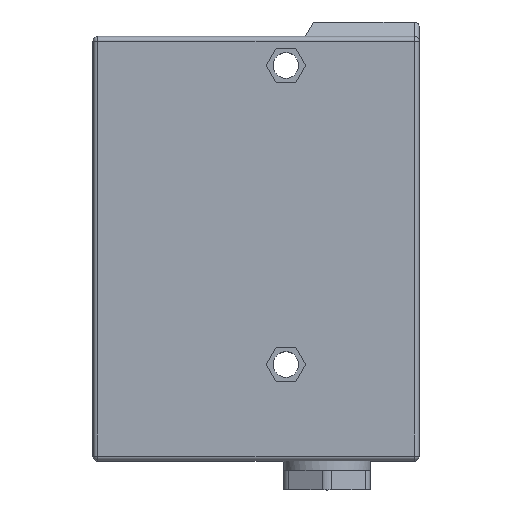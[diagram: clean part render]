
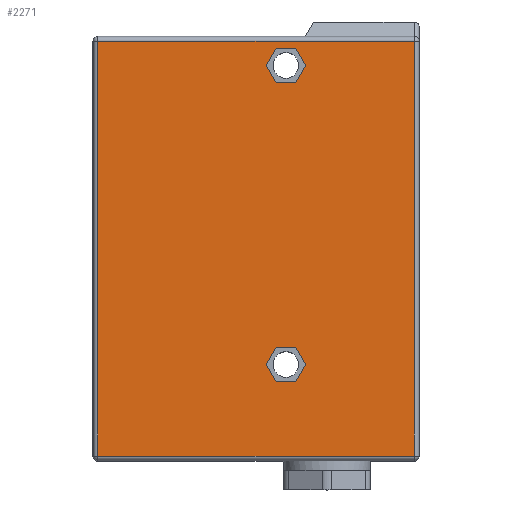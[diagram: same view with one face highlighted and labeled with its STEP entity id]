
A CAD part, top view. The second image highlights one B-rep face of the part: STEP entity #2271.
In plain terms, the highlighted planar face has unit normal (0, 0, 1).
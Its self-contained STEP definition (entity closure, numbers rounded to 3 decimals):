
#311=DIRECTION('',(-1.,0.,0.));
#312=VECTOR('',#311,4.1);
#313=CARTESIAN_POINT('',(-25.55,-2.449,13.4));
#314=LINE('',#313,#312);
#318=DIRECTION('',(-0.5,-0.866,0.));
#319=VECTOR('',#318,4.1);
#320=CARTESIAN_POINT('',(-29.65,-2.449,13.4));
#321=LINE('',#320,#319);
#325=DIRECTION('',(0.5,-0.866,0.));
#326=VECTOR('',#325,4.1);
#327=CARTESIAN_POINT('',(-31.7,-6.,13.4));
#328=LINE('',#327,#326);
#332=DIRECTION('',(1.,0.,0.));
#333=VECTOR('',#332,4.1);
#334=CARTESIAN_POINT('',(-29.65,-9.551,13.4));
#335=LINE('',#334,#333);
#339=DIRECTION('',(0.5,0.866,0.));
#340=VECTOR('',#339,4.1);
#341=CARTESIAN_POINT('',(-25.55,-9.551,13.4));
#342=LINE('',#341,#340);
#346=DIRECTION('',(-0.5,0.866,0.));
#347=VECTOR('',#346,4.1);
#348=CARTESIAN_POINT('',(-23.5,-6.,13.4));
#349=LINE('',#348,#347);
#353=DIRECTION('',(-1.,0.,0.));
#354=VECTOR('',#353,4.1);
#355=CARTESIAN_POINT('',(-25.55,-64.449,13.4));
#356=LINE('',#355,#354);
#360=DIRECTION('',(-0.5,-0.866,0.));
#361=VECTOR('',#360,4.1);
#362=CARTESIAN_POINT('',(-29.65,-64.449,13.4));
#363=LINE('',#362,#361);
#367=DIRECTION('',(0.5,-0.866,0.));
#368=VECTOR('',#367,4.1);
#369=CARTESIAN_POINT('',(-31.7,-68.,13.4));
#370=LINE('',#369,#368);
#374=DIRECTION('',(1.,0.,0.));
#375=VECTOR('',#374,4.1);
#376=CARTESIAN_POINT('',(-29.65,-71.551,13.4));
#377=LINE('',#376,#375);
#381=DIRECTION('',(0.5,0.866,0.));
#382=VECTOR('',#381,4.1);
#383=CARTESIAN_POINT('',(-25.55,-71.551,13.4));
#384=LINE('',#383,#382);
#388=DIRECTION('',(-0.5,0.866,0.));
#389=VECTOR('',#388,4.1);
#390=CARTESIAN_POINT('',(-23.5,-68.,13.4));
#391=LINE('',#390,#389);
#395=DIRECTION('',(-1.,0.,0.));
#396=VECTOR('',#395,65.6);
#397=CARTESIAN_POINT('',(-1.,-1.,13.4));
#398=LINE('',#397,#396);
#402=DIRECTION('',(0.,1.,0.));
#403=VECTOR('',#402,86.);
#404=CARTESIAN_POINT('',(-1.,-87.,13.4));
#405=LINE('',#404,#403);
#409=DIRECTION('',(1.,0.,0.));
#410=VECTOR('',#409,65.6);
#411=CARTESIAN_POINT('',(-66.6,-87.,13.4));
#412=LINE('',#411,#410);
#416=DIRECTION('',(0.,-1.,0.));
#417=VECTOR('',#416,86.);
#418=CARTESIAN_POINT('',(-66.6,-1.,13.4));
#419=LINE('',#418,#417);
#1746=CARTESIAN_POINT('',(-25.55,-2.449,13.4));
#1747=CARTESIAN_POINT('',(-29.65,-2.449,13.4));
#1748=VERTEX_POINT('',#1746);
#1749=VERTEX_POINT('',#1747);
#1750=CARTESIAN_POINT('',(-31.7,-6.,13.4));
#1751=VERTEX_POINT('',#1750);
#1752=CARTESIAN_POINT('',(-29.65,-9.551,13.4));
#1753=VERTEX_POINT('',#1752);
#1754=CARTESIAN_POINT('',(-25.55,-9.551,13.4));
#1755=VERTEX_POINT('',#1754);
#1756=CARTESIAN_POINT('',(-23.5,-6.,13.4));
#1757=VERTEX_POINT('',#1756);
#1802=CARTESIAN_POINT('',(-25.55,-64.449,13.4));
#1803=CARTESIAN_POINT('',(-29.65,-64.449,13.4));
#1804=VERTEX_POINT('',#1802);
#1805=VERTEX_POINT('',#1803);
#1806=CARTESIAN_POINT('',(-31.7,-68.,13.4));
#1807=VERTEX_POINT('',#1806);
#1808=CARTESIAN_POINT('',(-29.65,-71.551,13.4));
#1809=VERTEX_POINT('',#1808);
#1810=CARTESIAN_POINT('',(-25.55,-71.551,13.4));
#1811=VERTEX_POINT('',#1810);
#1812=CARTESIAN_POINT('',(-23.5,-68.,13.4));
#1813=VERTEX_POINT('',#1812);
#1866=CARTESIAN_POINT('',(-1.,-1.,13.4));
#1867=CARTESIAN_POINT('',(-66.6,-1.,13.4));
#1868=VERTEX_POINT('',#1866);
#1869=VERTEX_POINT('',#1867);
#1878=CARTESIAN_POINT('',(-66.6,-87.,13.4));
#1879=VERTEX_POINT('',#1878);
#1888=CARTESIAN_POINT('',(-1.,-87.,13.4));
#1889=VERTEX_POINT('',#1888);
#2229=CARTESIAN_POINT('',(0.,0.,13.4));
#2230=DIRECTION('',(0.,0.,1.));
#2231=DIRECTION('',(-1.,0.,0.));
#2232=AXIS2_PLACEMENT_3D('',#2229,#2230,#2231);
#2233=PLANE('',#2232);
#2235=ORIENTED_EDGE('',*,*,#2234,.F.);
#2237=ORIENTED_EDGE('',*,*,#2236,.F.);
#2239=ORIENTED_EDGE('',*,*,#2238,.F.);
#2241=ORIENTED_EDGE('',*,*,#2240,.F.);
#2242=EDGE_LOOP('',(#2235,#2237,#2239,#2241));
#2243=FACE_OUTER_BOUND('',#2242,.F.);
#2244=ORIENTED_EDGE('',*,*,#2219,.T.);
#2246=ORIENTED_EDGE('',*,*,#2245,.T.);
#2248=ORIENTED_EDGE('',*,*,#2247,.T.);
#2250=ORIENTED_EDGE('',*,*,#2249,.T.);
#2252=ORIENTED_EDGE('',*,*,#2251,.T.);
#2254=ORIENTED_EDGE('',*,*,#2253,.T.);
#2255=EDGE_LOOP('',(#2244,#2246,#2248,#2250,#2252,#2254));
#2256=FACE_BOUND('',#2255,.F.);
#2258=ORIENTED_EDGE('',*,*,#2257,.T.);
#2260=ORIENTED_EDGE('',*,*,#2259,.T.);
#2262=ORIENTED_EDGE('',*,*,#2261,.T.);
#2264=ORIENTED_EDGE('',*,*,#2263,.T.);
#2266=ORIENTED_EDGE('',*,*,#2265,.T.);
#2268=ORIENTED_EDGE('',*,*,#2267,.T.);
#2269=EDGE_LOOP('',(#2258,#2260,#2262,#2264,#2266,#2268));
#2270=FACE_BOUND('',#2269,.F.);
#2271=ADVANCED_FACE('',(#2243,#2256,#2270),#2233,.T.);
#2219=EDGE_CURVE('',#1748,#1749,#314,.T.);
#2234=EDGE_CURVE('',#1868,#1869,#398,.T.);
#2236=EDGE_CURVE('',#1889,#1868,#405,.T.);
#2238=EDGE_CURVE('',#1879,#1889,#412,.T.);
#2240=EDGE_CURVE('',#1869,#1879,#419,.T.);
#2245=EDGE_CURVE('',#1749,#1751,#321,.T.);
#2247=EDGE_CURVE('',#1751,#1753,#328,.T.);
#2249=EDGE_CURVE('',#1753,#1755,#335,.T.);
#2251=EDGE_CURVE('',#1755,#1757,#342,.T.);
#2253=EDGE_CURVE('',#1757,#1748,#349,.T.);
#2257=EDGE_CURVE('',#1804,#1805,#356,.T.);
#2259=EDGE_CURVE('',#1805,#1807,#363,.T.);
#2261=EDGE_CURVE('',#1807,#1809,#370,.T.);
#2263=EDGE_CURVE('',#1809,#1811,#377,.T.);
#2265=EDGE_CURVE('',#1811,#1813,#384,.T.);
#2267=EDGE_CURVE('',#1813,#1804,#391,.T.);
